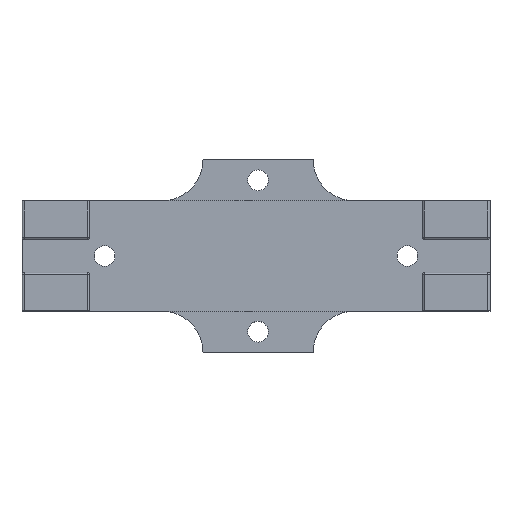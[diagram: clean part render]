
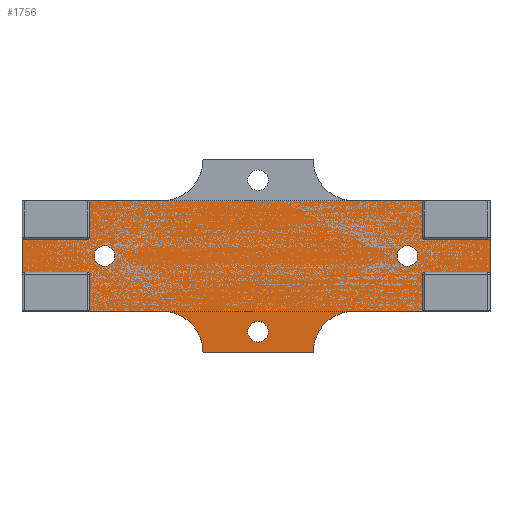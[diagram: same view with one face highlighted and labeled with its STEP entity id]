
A CAD part, top view. The second image highlights one B-rep face of the part: STEP entity #1756.
In plain terms, the highlighted planar face has unit normal (0, 0, 1).
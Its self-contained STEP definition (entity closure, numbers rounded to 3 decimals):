
#36=FACE_BOUND('',#248,.T.);
#37=FACE_BOUND('',#249,.T.);
#38=FACE_BOUND('',#250,.T.);
#52=PLANE('',#1909);
#134=FACE_OUTER_BOUND('',#247,.T.);
#247=EDGE_LOOP('',(#1280,#1281,#1282,#1283,#1284,#1285,#1286,#1287,#1288,
#1289));
#248=EDGE_LOOP('',(#1290));
#249=EDGE_LOOP('',(#1291));
#250=EDGE_LOOP('',(#1292));
#349=LINE('',#2634,#521);
#356=LINE('',#2660,#528);
#363=LINE('',#2681,#535);
#367=LINE('',#2727,#539);
#368=LINE('',#2731,#540);
#372=LINE('',#2745,#544);
#521=VECTOR('',#2080,10.);
#528=VECTOR('',#2105,10.);
#535=VECTOR('',#2128,10.);
#539=VECTOR('',#2152,10.);
#540=VECTOR('',#2159,10.);
#544=VECTOR('',#2177,10.);
#689=CIRCLE('',#1866,1.5);
#699=CIRCLE('',#1882,1.5);
#706=CIRCLE('',#1897,30.);
#707=CIRCLE('',#1900,30.);
#708=CIRCLE('',#1903,7.5);
#709=CIRCLE('',#1905,7.5);
#710=CIRCLE('',#1907,7.5);
#771=VERTEX_POINT('',#2617);
#772=VERTEX_POINT('',#2618);
#776=VERTEX_POINT('',#2631);
#777=VERTEX_POINT('',#2633);
#787=VERTEX_POINT('',#2659);
#788=VERTEX_POINT('',#2663);
#789=VERTEX_POINT('',#2664);
#793=VERTEX_POINT('',#2679);
#796=VERTEX_POINT('',#2721);
#797=VERTEX_POINT('',#2725);
#798=VERTEX_POINT('',#2733);
#799=VERTEX_POINT('',#2737);
#800=VERTEX_POINT('',#2741);
#929=EDGE_CURVE('',#771,#772,#689,.T.);
#937=EDGE_CURVE('',#777,#776,#349,.T.);
#950=EDGE_CURVE('',#787,#772,#356,.T.);
#952=EDGE_CURVE('',#788,#789,#699,.T.);
#961=EDGE_CURVE('',#788,#793,#363,.T.);
#969=EDGE_CURVE('',#793,#796,#706,.T.);
#971=EDGE_CURVE('',#796,#797,#367,.T.);
#972=EDGE_CURVE('',#797,#787,#707,.T.);
#973=EDGE_CURVE('',#771,#777,#368,.T.);
#975=EDGE_CURVE('',#798,#798,#708,.T.);
#977=EDGE_CURVE('',#799,#799,#709,.T.);
#978=EDGE_CURVE('',#800,#800,#710,.T.);
#980=EDGE_CURVE('',#776,#789,#372,.T.);
#1280=ORIENTED_EDGE('',*,*,#929,.F.);
#1281=ORIENTED_EDGE('',*,*,#973,.T.);
#1282=ORIENTED_EDGE('',*,*,#937,.T.);
#1283=ORIENTED_EDGE('',*,*,#980,.T.);
#1284=ORIENTED_EDGE('',*,*,#952,.F.);
#1285=ORIENTED_EDGE('',*,*,#961,.T.);
#1286=ORIENTED_EDGE('',*,*,#969,.T.);
#1287=ORIENTED_EDGE('',*,*,#971,.T.);
#1288=ORIENTED_EDGE('',*,*,#972,.T.);
#1289=ORIENTED_EDGE('',*,*,#950,.T.);
#1290=ORIENTED_EDGE('',*,*,#975,.T.);
#1291=ORIENTED_EDGE('',*,*,#977,.T.);
#1292=ORIENTED_EDGE('',*,*,#978,.T.);
#1756=ADVANCED_FACE('',(#134,#36,#37,#38),#52,.T.);
#1866=AXIS2_PLACEMENT_3D('',#2619,#2064,#2065);
#1882=AXIS2_PLACEMENT_3D('',#2665,#2109,#2110);
#1897=AXIS2_PLACEMENT_3D('',#2723,#2147,#2148);
#1900=AXIS2_PLACEMENT_3D('',#2729,#2155,#2156);
#1903=AXIS2_PLACEMENT_3D('',#2735,#2163,#2164);
#1905=AXIS2_PLACEMENT_3D('',#2739,#2168,#2169);
#1907=AXIS2_PLACEMENT_3D('',#2742,#2172,#2173);
#1909=AXIS2_PLACEMENT_3D('',#2746,#2178,#2179);
#2064=DIRECTION('center_axis',(0.,0.,-1.));
#2065=DIRECTION('ref_axis',(0.707,-0.707,0.));
#2080=DIRECTION('',(-1.,0.,0.));
#2105=DIRECTION('',(1.,0.,0.));
#2109=DIRECTION('center_axis',(0.,0.,-1.));
#2110=DIRECTION('ref_axis',(-0.707,-0.707,0.));
#2128=DIRECTION('',(1.,0.,0.));
#2147=DIRECTION('center_axis',(0.,0.,-1.));
#2148=DIRECTION('ref_axis',(1.,0.,0.));
#2152=DIRECTION('',(1.,0.,0.));
#2155=DIRECTION('center_axis',(0.,0.,-1.));
#2156=DIRECTION('ref_axis',(0.,1.,0.));
#2159=DIRECTION('',(0.,1.,0.));
#2163=DIRECTION('center_axis',(0.,0.,-1.));
#2164=DIRECTION('ref_axis',(-1.,0.,0.));
#2168=DIRECTION('center_axis',(0.,0.,-1.));
#2169=DIRECTION('ref_axis',(1.,0.,0.));
#2172=DIRECTION('center_axis',(0.,0.,-1.));
#2173=DIRECTION('ref_axis',(1.,0.,0.));
#2177=DIRECTION('',(0.,-1.,0.));
#2178=DIRECTION('center_axis',(0.,0.,1.));
#2179=DIRECTION('ref_axis',(1.,0.,0.));
#2617=CARTESIAN_POINT('',(340.,1.5,10.));
#2618=CARTESIAN_POINT('',(338.5,0.,10.));
#2619=CARTESIAN_POINT('Origin',(338.5,1.5,10.));
#2631=CARTESIAN_POINT('',(0.,80.,10.));
#2633=CARTESIAN_POINT('',(340.,80.,10.));
#2634=CARTESIAN_POINT('',(340.,80.,10.));
#2659=CARTESIAN_POINT('',(241.5,0.,10.));
#2660=CARTESIAN_POINT('',(0.,0.,10.));
#2663=CARTESIAN_POINT('',(1.5,0.,10.));
#2664=CARTESIAN_POINT('',(0.,1.5,10.));
#2665=CARTESIAN_POINT('Origin',(1.5,1.5,10.));
#2679=CARTESIAN_POINT('',(101.5,0.,10.));
#2681=CARTESIAN_POINT('',(0.,0.,10.));
#2721=CARTESIAN_POINT('',(131.5,-30.,10.));
#2723=CARTESIAN_POINT('Origin',(101.5,-30.,10.));
#2725=CARTESIAN_POINT('',(211.5,-30.,10.));
#2727=CARTESIAN_POINT('',(211.5,-30.,10.));
#2729=CARTESIAN_POINT('Origin',(241.5,-30.,10.));
#2731=CARTESIAN_POINT('',(340.,0.,10.));
#2733=CARTESIAN_POINT('',(287.5,40.,10.));
#2735=CARTESIAN_POINT('Origin',(280.,40.,10.));
#2737=CARTESIAN_POINT('',(52.5,40.,10.));
#2739=CARTESIAN_POINT('Origin',(60.,40.,10.));
#2741=CARTESIAN_POINT('',(164.,-15.,10.));
#2742=CARTESIAN_POINT('Origin',(171.5,-15.,10.));
#2745=CARTESIAN_POINT('',(0.,80.,10.));
#2746=CARTESIAN_POINT('Origin',(170.,40.,10.));
